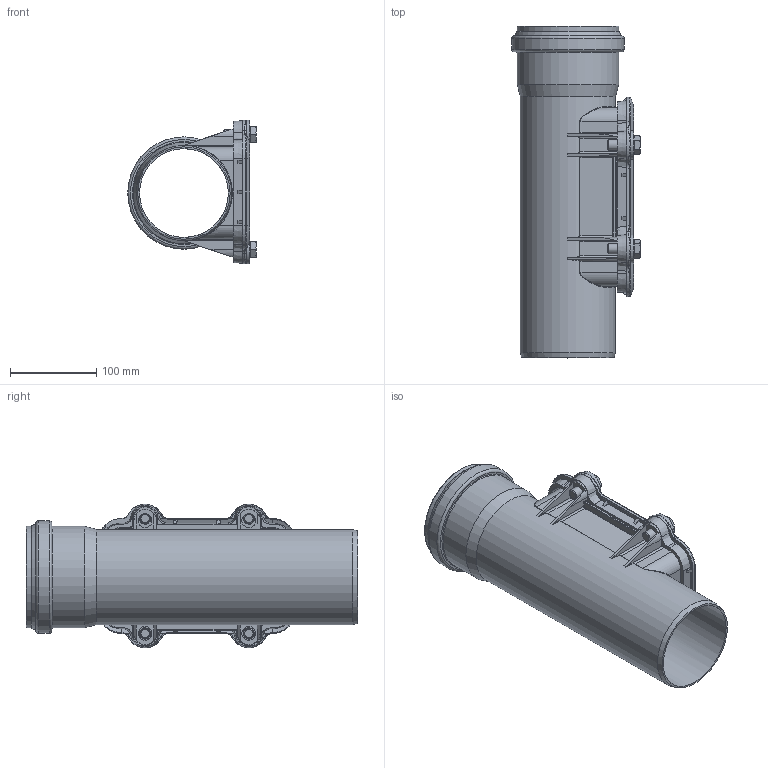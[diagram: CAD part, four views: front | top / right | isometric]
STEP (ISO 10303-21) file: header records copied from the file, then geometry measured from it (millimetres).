
FILE_DESCRIPTION(/* description */ (''),/* implementation_level */ '2;1');
FILE_NAME(/* name */ '778310 KG2000RE Reinigungsrohr DN_OD 110 Zusammenbau.stp',/* time_stamp */ '2017-01-30T13:02:16+01:00',/* author */ ('user1'),/* organization */ (''),/* preprocessor_version */ 'ST-DEVELOPER v16.1',/* originating_system */ 'Autodesk Inventor 2016',/* authorisation */ '');
FILE_SCHEMA (('AUTOMOTIVE_DESIGN { 1 0 10303 214 3 1 1 }'));
Length unit declared in the file: millimetre
Products named in the file (4): 778310 KG2000RE Reinigungsrohr DN_OD 110; 778310 KG2000RE Reinigungsrohr DN_OD 110 Deckel; DIN 933 - M12  x 30; 778310 KG2000RE Reinigungsrohr DN_OD 110 Zusammenbau
Assembly tree (6 placements, depth 2):
  778310 KG2000RE Reinigungsrohr DN_OD 110 Zusammenbau
    778310 KG2000RE Reinigungsrohr DN_OD 110
    778310 KG2000RE Reinigungsrohr DN_OD 110 Deckel
    DIN 933 - M12  x 30  x4
Bounding box: 148.6 x 384 x 166 mm (x, y, z)
Volume: 815233.6 mm3; surface area: 476298.9 mm2
Topology: 6 solids, 6 shells, 640 faces, 1529 edges, 908 vertices
Faces by surface type: plane 224, cylinder 196, torus 84, cone 84, bspline 48, sphere 4
Full cylindrical faces by diameter (mm): 11.053 x4, 12 x4, 13 x4, 16 x4, 17.2 x4, 102.7 x1, 110.1 x1, 110.6 x1, 110.9 x2, 117.2 x1, 117.5 x1, 123.4 x1, 130 x1
Entity records: 18719 total; most frequent: CARTESIAN_POINT 5250, DIRECTION 2922, ORIENTED_EDGE 2702, EDGE_CURVE 1343, AXIS2_PLACEMENT_3D 1145, VERTEX_POINT 829, EDGE_LOOP 660, LINE 632
